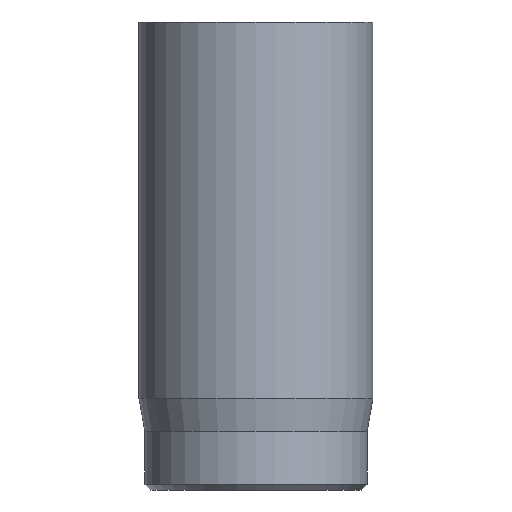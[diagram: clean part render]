
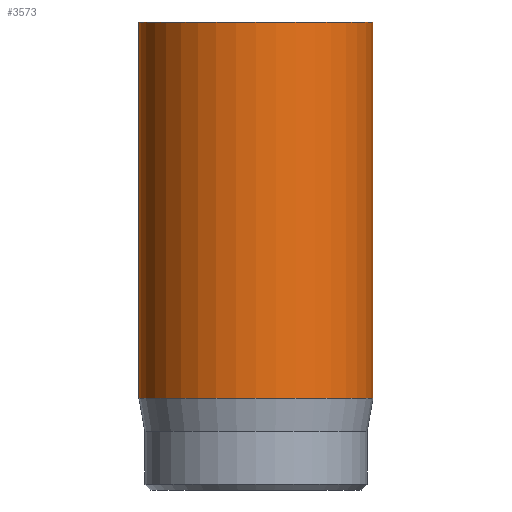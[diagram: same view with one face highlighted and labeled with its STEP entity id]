
A CAD part, front view. The second image highlights one B-rep face of the part: STEP entity #3573.
In plain terms, the highlighted cylindrical face has radius 2 mm (diameter 4 mm), a full revolution.
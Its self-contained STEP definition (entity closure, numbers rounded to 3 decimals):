
#40=CYLINDRICAL_SURFACE('',#3740,2.);
#43=CIRCLE('',#3719,2.);
#52=CIRCLE('',#3738,2.);
#53=CIRCLE('',#3739,2.);
#273=FACE_OUTER_BOUND('',#490,.T.);
#490=EDGE_LOOP('',(#2934,#2935,#2936,#2937,#2938));
#711=LINE('',#6456,#942);
#942=VECTOR('',#4031,2.);
#1541=VERTEX_POINT('',#6418);
#1550=VERTEX_POINT('',#6450);
#1551=VERTEX_POINT('',#6451);
#2019=EDGE_CURVE('',#1541,#1541,#43,.T.);
#2032=EDGE_CURVE('',#1550,#1551,#52,.T.);
#2033=EDGE_CURVE('',#1551,#1550,#53,.T.);
#2035=EDGE_CURVE('',#1541,#1550,#711,.T.);
#2934=ORIENTED_EDGE('',*,*,#2019,.T.);
#2935=ORIENTED_EDGE('',*,*,#2035,.T.);
#2936=ORIENTED_EDGE('',*,*,#2032,.T.);
#2937=ORIENTED_EDGE('',*,*,#2033,.T.);
#2938=ORIENTED_EDGE('',*,*,#2035,.F.);
#3573=ADVANCED_FACE('',(#273),#40,.T.);
#3719=AXIS2_PLACEMENT_3D('',#6419,#3982,#3983);
#3738=AXIS2_PLACEMENT_3D('',#6452,#4024,#4025);
#3739=AXIS2_PLACEMENT_3D('',#6453,#4026,#4027);
#3740=AXIS2_PLACEMENT_3D('',#6455,#4029,#4030);
#3982=DIRECTION('center_axis',(0.,0.,-1.));
#3983=DIRECTION('ref_axis',(-1.,0.,0.));
#4024=DIRECTION('center_axis',(0.,0.,1.));
#4025=DIRECTION('ref_axis',(-1.,0.,0.));
#4026=DIRECTION('center_axis',(0.,0.,1.));
#4027=DIRECTION('ref_axis',(-1.,0.,0.));
#4029=DIRECTION('center_axis',(0.,0.,1.));
#4030=DIRECTION('ref_axis',(-1.,0.,0.));
#4031=DIRECTION('',(0.,0.,-1.));
#6418=CARTESIAN_POINT('',(2.,0.,8.));
#6419=CARTESIAN_POINT('Origin',(0.,0.,8.));
#6450=CARTESIAN_POINT('',(2.,0.,1.567));
#6451=CARTESIAN_POINT('',(-2.,0.,1.567));
#6452=CARTESIAN_POINT('Origin',(0.,0.,1.567));
#6453=CARTESIAN_POINT('Origin',(0.,0.,1.567));
#6455=CARTESIAN_POINT('Origin',(0.,0.,0.));
#6456=CARTESIAN_POINT('',(2.,0.,0.));
